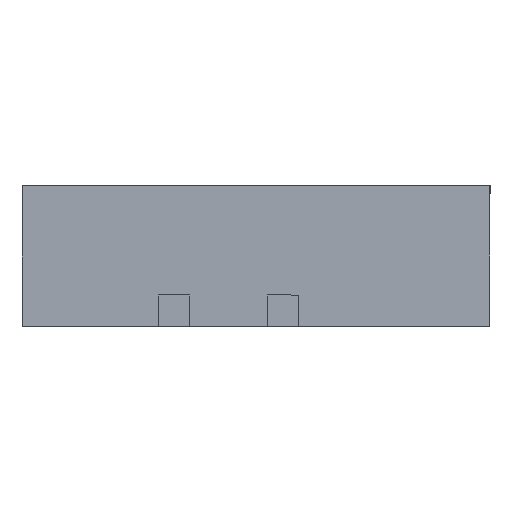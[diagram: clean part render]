
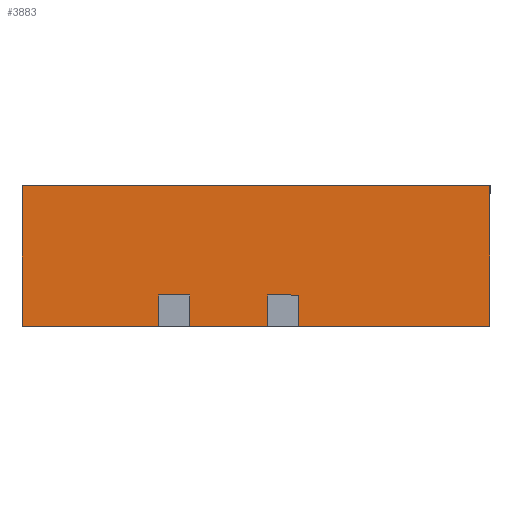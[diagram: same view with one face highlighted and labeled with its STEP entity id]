
A CAD part, left-side view. The second image highlights one B-rep face of the part: STEP entity #3883.
In plain terms, the highlighted planar face has unit normal (-1, 0, 0).
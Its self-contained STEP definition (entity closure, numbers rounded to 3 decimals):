
#127 = VERTEX_POINT ( 'NONE', #3688 ) ;
#184 = CARTESIAN_POINT ( 'NONE',  ( -1.5, 0.2, 0.075 ) ) ;
#244 = ORIENTED_EDGE ( 'NONE', *, *, #910, .T. ) ;
#284 = DIRECTION ( 'NONE',  ( 0., -1., 0. ) ) ;
#393 = EDGE_CURVE ( 'NONE', #3266, #3668, #2915, .T. ) ;
#432 = VECTOR ( 'NONE', #3326, 1000. ) ;
#466 = VERTEX_POINT ( 'NONE', #678 ) ;
#588 = CARTESIAN_POINT ( 'NONE',  ( -1.5, 0.2, -0.625 ) ) ;
#636 = VECTOR ( 'NONE', #4966, 1000. ) ;
#674 = CARTESIAN_POINT ( 'NONE',  ( -1.5, 0.2, -0.425 ) ) ;
#678 = CARTESIAN_POINT ( 'NONE',  ( -1.5, 0., -0.425 ) ) ;
#880 = LINE ( 'NONE', #3263, #1197 ) ;
#884 = DIRECTION ( 'NONE',  ( 1., 0., 0. ) ) ;
#910 = EDGE_CURVE ( 'NONE', #466, #1788, #1371, .T. ) ;
#953 = ORIENTED_EDGE ( 'NONE', *, *, #1572, .F. ) ;
#975 = ORIENTED_EDGE ( 'NONE', *, *, #3656, .F. ) ;
#1041 = VERTEX_POINT ( 'NONE', #3894 ) ;
#1062 = EDGE_CURVE ( 'NONE', #3039, #4588, #2304, .T. ) ;
#1094 = EDGE_CURVE ( 'NONE', #4588, #127, #2488, .T. ) ;
#1104 = ORIENTED_EDGE ( 'NONE', *, *, #4438, .T. ) ;
#1122 = ORIENTED_EDGE ( 'NONE', *, *, #1094, .F. ) ;
#1197 = VECTOR ( 'NONE', #3993, 1000. ) ;
#1246 = LINE ( 'NONE', #4163, #432 ) ;
#1293 = ORIENTED_EDGE ( 'NONE', *, *, #4688, .T. ) ;
#1336 = EDGE_CURVE ( 'NONE', #3068, #2472, #1246, .T. ) ;
#1371 = LINE ( 'NONE', #2631, #1996 ) ;
#1408 = DIRECTION ( 'NONE',  ( 0., 0., 1. ) ) ;
#1433 = VECTOR ( 'NONE', #284, 1000. ) ;
#1507 = DIRECTION ( 'NONE',  ( 0., 0., -1. ) ) ;
#1512 = LINE ( 'NONE', #4804, #3817 ) ;
#1513 = DIRECTION ( 'NONE',  ( 0., -1., 0. ) ) ;
#1517 = VECTOR ( 'NONE', #2165, 1000. ) ;
#1555 = CARTESIAN_POINT ( 'NONE',  ( -1.5, 0.2, 0.275 ) ) ;
#1572 = EDGE_CURVE ( 'NONE', #3668, #1788, #1620, .T. ) ;
#1585 = LINE ( 'NONE', #4566, #1517 ) ;
#1605 = VERTEX_POINT ( 'NONE', #3919 ) ;
#1620 = LINE ( 'NONE', #2712, #2858 ) ;
#1665 = ORIENTED_EDGE ( 'NONE', *, *, #5108, .T. ) ;
#1688 = VERTEX_POINT ( 'NONE', #1983 ) ;
#1715 = CARTESIAN_POINT ( 'NONE',  ( -1.5, 0.9, 0. ) ) ;
#1788 = VERTEX_POINT ( 'NONE', #3636 ) ;
#1826 = CARTESIAN_POINT ( 'NONE',  ( -1.5, 0., 1.5 ) ) ;
#1862 = ORIENTED_EDGE ( 'NONE', *, *, #1336, .T. ) ;
#1983 = CARTESIAN_POINT ( 'NONE',  ( -1.5, 0.9, -1.5 ) ) ;
#1996 = VECTOR ( 'NONE', #1408, 1000. ) ;
#2139 = FACE_OUTER_BOUND ( 'NONE', #2907, .T. ) ;
#2165 = DIRECTION ( 'NONE',  ( 0., 0., 1. ) ) ;
#2259 = DIRECTION ( 'NONE',  ( 0., 0., -1. ) ) ;
#2304 = LINE ( 'NONE', #3150, #3306 ) ;
#2342 = DIRECTION ( 'NONE',  ( 0., -1., 0. ) ) ;
#2472 = VERTEX_POINT ( 'NONE', #1826 ) ;
#2473 = ORIENTED_EDGE ( 'NONE', *, *, #393, .F. ) ;
#2488 = LINE ( 'NONE', #5106, #1433 ) ;
#2631 = CARTESIAN_POINT ( 'NONE',  ( -1.5, 0., 0. ) ) ;
#2686 = CARTESIAN_POINT ( 'NONE',  ( -1.5, 0.9, -1.5 ) ) ;
#2712 = CARTESIAN_POINT ( 'NONE',  ( -1.5, 0.2, 0.075 ) ) ;
#2858 = VECTOR ( 'NONE', #1513, 1000. ) ;
#2907 = EDGE_LOOP ( 'NONE', ( #1122, #3708, #1293, #244, #953, #2473, #1665, #1862, #975, #4096, #3851, #1104 ) ) ;
#2915 = LINE ( 'NONE', #4235, #4294 ) ;
#3039 = VERTEX_POINT ( 'NONE', #674 ) ;
#3068 = VERTEX_POINT ( 'NONE', #5026 ) ;
#3150 = CARTESIAN_POINT ( 'NONE',  ( -1.5, 0.2, -0.425 ) ) ;
#3263 = CARTESIAN_POINT ( 'NONE',  ( -1.5, 0.2, 0.275 ) ) ;
#3265 = LINE ( 'NONE', #3774, #4186 ) ;
#3266 = VERTEX_POINT ( 'NONE', #1555 ) ;
#3275 = EDGE_CURVE ( 'NONE', #1688, #1041, #4204, .T. ) ;
#3306 = VECTOR ( 'NONE', #1507, 1000. ) ;
#3326 = DIRECTION ( 'NONE',  ( 0., 0., 1. ) ) ;
#3399 = VECTOR ( 'NONE', #2342, 1000. ) ;
#3636 = CARTESIAN_POINT ( 'NONE',  ( -1.5, 0., 0.075 ) ) ;
#3656 = EDGE_CURVE ( 'NONE', #1605, #2472, #3831, .T. ) ;
#3668 = VERTEX_POINT ( 'NONE', #184 ) ;
#3688 = CARTESIAN_POINT ( 'NONE',  ( -1.5, 0., -0.625 ) ) ;
#3708 = ORIENTED_EDGE ( 'NONE', *, *, #1062, .F. ) ;
#3724 = EDGE_CURVE ( 'NONE', #1688, #1605, #1585, .T. ) ;
#3774 = CARTESIAN_POINT ( 'NONE',  ( -1.5, 0.2, -0.425 ) ) ;
#3817 = VECTOR ( 'NONE', #4016, 1000. ) ;
#3831 = LINE ( 'NONE', #4929, #636 ) ;
#3851 = ORIENTED_EDGE ( 'NONE', *, *, #3275, .T. ) ;
#3883 = ADVANCED_FACE ( 'NONE', ( #2139 ), #4459, .F. ) ;
#3894 = CARTESIAN_POINT ( 'NONE',  ( -1.5, 0., -1.5 ) ) ;
#3919 = CARTESIAN_POINT ( 'NONE',  ( -1.5, 0.9, 1.5 ) ) ;
#3993 = DIRECTION ( 'NONE',  ( 0., -1., 0. ) ) ;
#4016 = DIRECTION ( 'NONE',  ( 0., 0., 1. ) ) ;
#4082 = DIRECTION ( 'NONE',  ( 0., 0., -1. ) ) ;
#4096 = ORIENTED_EDGE ( 'NONE', *, *, #3724, .F. ) ;
#4163 = CARTESIAN_POINT ( 'NONE',  ( -1.5, 0., 0. ) ) ;
#4179 = DIRECTION ( 'NONE',  ( 0., -1., 0. ) ) ;
#4186 = VECTOR ( 'NONE', #4179, 1000. ) ;
#4204 = LINE ( 'NONE', #2686, #3399 ) ;
#4235 = CARTESIAN_POINT ( 'NONE',  ( -1.5, 0.2, 0.275 ) ) ;
#4294 = VECTOR ( 'NONE', #2259, 1000. ) ;
#4438 = EDGE_CURVE ( 'NONE', #1041, #127, #1512, .T. ) ;
#4459 = PLANE ( 'NONE',  #5139 ) ;
#4566 = CARTESIAN_POINT ( 'NONE',  ( -1.5, 0.9, 0. ) ) ;
#4588 = VERTEX_POINT ( 'NONE', #588 ) ;
#4688 = EDGE_CURVE ( 'NONE', #3039, #466, #3265, .T. ) ;
#4804 = CARTESIAN_POINT ( 'NONE',  ( -1.5, 0., 0. ) ) ;
#4929 = CARTESIAN_POINT ( 'NONE',  ( -1.5, 0.9, 1.5 ) ) ;
#4966 = DIRECTION ( 'NONE',  ( 0., -1., 0. ) ) ;
#5026 = CARTESIAN_POINT ( 'NONE',  ( -1.5, 0., 0.275 ) ) ;
#5106 = CARTESIAN_POINT ( 'NONE',  ( -1.5, 0.2, -0.625 ) ) ;
#5108 = EDGE_CURVE ( 'NONE', #3266, #3068, #880, .T. ) ;
#5139 = AXIS2_PLACEMENT_3D ( 'NONE', #1715, #884, #4082 ) ;
